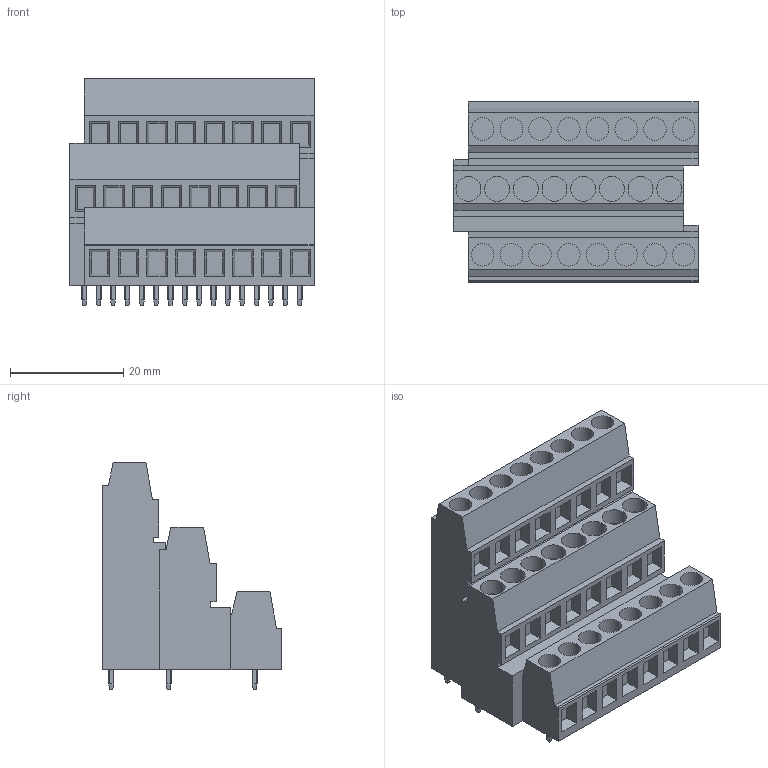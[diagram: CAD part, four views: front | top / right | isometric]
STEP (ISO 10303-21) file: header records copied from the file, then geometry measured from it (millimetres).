
FILE_DESCRIPTION(('CATIA V5 STEP','CAx-IF Rec.Pracs.--- Model Styling and Organization---1.2---2011-12-15'),'2;1');
FILE_NAME ('D1455751_0_1769680000_1769680000.stp','2018-09-08T04:25:22+00:00',('none'),('Weidmueller'),'CATIA Version 5-6 Release 2014','CATIA V5 STEP AP214','none');
FILE_SCHEMA(('AUTOMOTIVE_DESIGN { 1 0 10303 214 1 1 1 1 }'));
Length unit declared in the file: millimetre
Products named in the file (1): 1769680000
Bounding box: 43.18 x 31.8 x 40.1 mm (x, y, z)
Volume: 28090.4 mm3; surface area: 9608.4 mm2
Topology: 25 solids, 25 shells, 565 faces, 1401 edges, 934 vertices
Faces by surface type: plane 516, cylinder 49
Entity records: 14853 total; most frequent: CARTESIAN_POINT 2822, ORIENTED_EDGE 2802, DIRECTION 1797, EDGE_CURVE 1401, VECTOR 1111, LINE 1111, VERTEX_POINT 934, EDGE_LOOP 613
